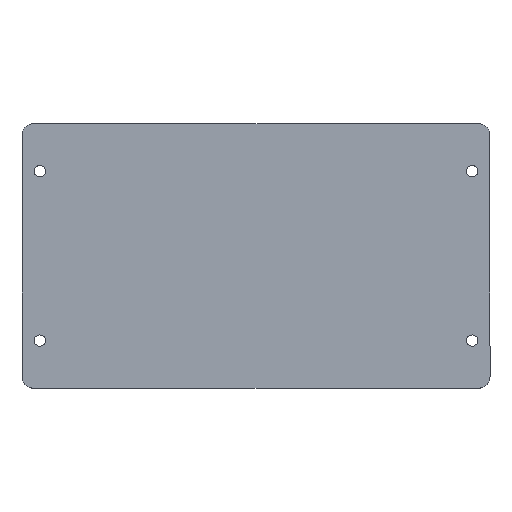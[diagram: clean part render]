
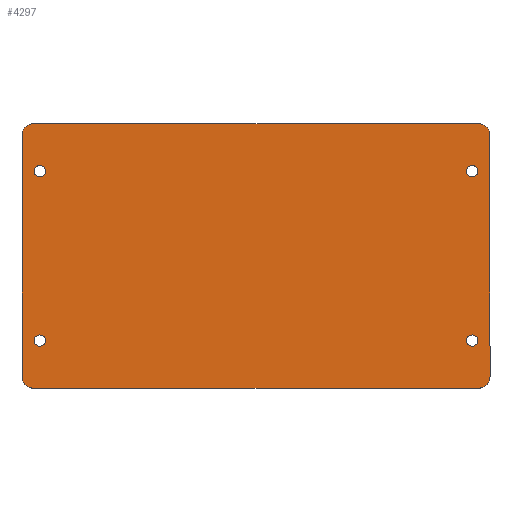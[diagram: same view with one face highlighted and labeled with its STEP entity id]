
A CAD part, top view. The second image highlights one B-rep face of the part: STEP entity #4297.
In plain terms, the highlighted planar face has unit normal (0, 0, 1).
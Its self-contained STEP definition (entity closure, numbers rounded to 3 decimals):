
#60 = DIRECTION ( 'NONE',  ( 0., -1., 0. ) ) ;
#81 = CIRCLE ( 'NONE', #1527, 1.9 ) ;
#103 = CARTESIAN_POINT ( 'NONE',  ( 147.25, -2., 40. ) ) ;
#138 = EDGE_CURVE ( 'NONE', #2069, #827, #1914, .T. ) ;
#254 = DIRECTION ( 'NONE',  ( 0., 0., 1. ) ) ;
#263 = DIRECTION ( 'NONE',  ( 0., 0., -1. ) ) ;
#300 = CIRCLE ( 'NONE', #989, 1.9 ) ;
#302 = FACE_BOUND ( 'NONE', #763, .T. ) ;
#323 = CARTESIAN_POINT ( 'NONE',  ( 0., -6., 40. ) ) ;
#348 = DIRECTION ( 'NONE',  ( 0., 0., -1. ) ) ;
#437 = VERTEX_POINT ( 'NONE', #2901 ) ;
#438 = EDGE_CURVE ( 'NONE', #1338, #1166, #3539, .T. ) ;
#451 = DIRECTION ( 'NONE',  ( 0., 0., 1. ) ) ;
#585 = EDGE_CURVE ( 'NONE', #4006, #609, #3339, .T. ) ;
#587 = CARTESIAN_POINT ( 'NONE',  ( 147.15, 10., 40. ) ) ;
#601 = VERTEX_POINT ( 'NONE', #3936 ) ;
#609 = VERTEX_POINT ( 'NONE', #1339 ) ;
#763 = EDGE_LOOP ( 'NONE', ( #2302, #3012 ) ) ;
#827 = VERTEX_POINT ( 'NONE', #4164 ) ;
#835 = EDGE_CURVE ( 'NONE', #2532, #3903, #1376, .T. ) ;
#839 = DIRECTION ( 'NONE',  ( 0., 0., -1. ) ) ;
#895 = DIRECTION ( 'NONE',  ( -1., 0., 0. ) ) ;
#932 = CARTESIAN_POINT ( 'NONE',  ( -0.25, 10., 40. ) ) ;
#969 = AXIS2_PLACEMENT_3D ( 'NONE', #3243, #263, #3910 ) ;
#989 = AXIS2_PLACEMENT_3D ( 'NONE', #3939, #4215, #1528 ) ;
#1094 = EDGE_CURVE ( 'NONE', #3405, #3748, #1413, .T. ) ;
#1166 = VERTEX_POINT ( 'NONE', #3522 ) ;
#1167 = DIRECTION ( 'NONE',  ( -1., 0., 0. ) ) ;
#1186 = AXIS2_PLACEMENT_3D ( 'NONE', #3676, #348, #2691 ) ;
#1191 = CARTESIAN_POINT ( 'NONE',  ( 143.35, 10., 40. ) ) ;
#1216 = CARTESIAN_POINT ( 'NONE',  ( -2.15, 67., 40. ) ) ;
#1274 = DIRECTION ( 'NONE',  ( 1., 0., 0. ) ) ;
#1284 = DIRECTION ( 'NONE',  ( 0., 0., -1. ) ) ;
#1298 = PLANE ( 'NONE',  #2861 ) ;
#1316 = VECTOR ( 'NONE', #4117, 1000. ) ;
#1338 = VERTEX_POINT ( 'NONE', #2702 ) ;
#1339 = CARTESIAN_POINT ( 'NONE',  ( 147.25, -6., 40. ) ) ;
#1376 = CIRCLE ( 'NONE', #2274, 1.9 ) ;
#1397 = CIRCLE ( 'NONE', #4113, 4. ) ;
#1413 = LINE ( 'NONE', #2357, #1316 ) ;
#1418 = DIRECTION ( 'NONE',  ( 1., 0., 0. ) ) ;
#1456 = CIRCLE ( 'NONE', #969, 1.9 ) ;
#1457 = AXIS2_PLACEMENT_3D ( 'NONE', #4115, #2785, #3039 ) ;
#1524 = CIRCLE ( 'NONE', #1457, 4. ) ;
#1527 = AXIS2_PLACEMENT_3D ( 'NONE', #3486, #839, #1167 ) ;
#1528 = DIRECTION ( 'NONE',  ( -1., 0., 0. ) ) ;
#1568 = CARTESIAN_POINT ( 'NONE',  ( -2.25, -2., 40. ) ) ;
#1613 = FACE_OUTER_BOUND ( 'NONE', #1698, .T. ) ;
#1615 = EDGE_CURVE ( 'NONE', #2395, #3400, #1456, .T. ) ;
#1666 = EDGE_LOOP ( 'NONE', ( #3788, #2097 ) ) ;
#1698 = EDGE_LOOP ( 'NONE', ( #4211, #3002, #2773, #4029, #2804, #2898, #2245, #4017 ) ) ;
#1720 = CIRCLE ( 'NONE', #4180, 4. ) ;
#1776 = CARTESIAN_POINT ( 'NONE',  ( -6.25, -2., 40. ) ) ;
#1786 = CARTESIAN_POINT ( 'NONE',  ( 145.25, 10., 40. ) ) ;
#1797 = CIRCLE ( 'NONE', #3060, 1.9 ) ;
#1809 = CIRCLE ( 'NONE', #2662, 1.9 ) ;
#1842 = ORIENTED_EDGE ( 'NONE', *, *, #2184, .T. ) ;
#1861 = CARTESIAN_POINT ( 'NONE',  ( 145.25, 67., 40. ) ) ;
#1876 = EDGE_CURVE ( 'NONE', #601, #3405, #1524, .T. ) ;
#1914 = CIRCLE ( 'NONE', #3038, 1.9 ) ;
#2003 = ORIENTED_EDGE ( 'NONE', *, *, #138, .T. ) ;
#2004 = CIRCLE ( 'NONE', #1186, 1.9 ) ;
#2053 = CARTESIAN_POINT ( 'NONE',  ( -0.25, 67., 40. ) ) ;
#2069 = VERTEX_POINT ( 'NONE', #3552 ) ;
#2097 = ORIENTED_EDGE ( 'NONE', *, *, #835, .T. ) ;
#2098 = DIRECTION ( 'NONE',  ( -1., 0., 0. ) ) ;
#2184 = EDGE_CURVE ( 'NONE', #827, #2069, #2004, .T. ) ;
#2245 = ORIENTED_EDGE ( 'NONE', *, *, #3307, .F. ) ;
#2249 = DIRECTION ( 'NONE',  ( -1., 0., 0. ) ) ;
#2274 = AXIS2_PLACEMENT_3D ( 'NONE', #1861, #2830, #895 ) ;
#2286 = DIRECTION ( 'NONE',  ( 0., 0., 1. ) ) ;
#2302 = ORIENTED_EDGE ( 'NONE', *, *, #1615, .T. ) ;
#2306 = EDGE_CURVE ( 'NONE', #3400, #2395, #1797, .T. ) ;
#2357 = CARTESIAN_POINT ( 'NONE',  ( 151.25, 0., 40. ) ) ;
#2375 = DIRECTION ( 'NONE',  ( 0., 0., -1. ) ) ;
#2395 = VERTEX_POINT ( 'NONE', #1191 ) ;
#2430 = DIRECTION ( 'NONE',  ( -1., 0., 0. ) ) ;
#2447 = EDGE_LOOP ( 'NONE', ( #3855, #3588 ) ) ;
#2483 = EDGE_CURVE ( 'NONE', #3092, #437, #81, .T. ) ;
#2484 = AXIS2_PLACEMENT_3D ( 'NONE', #2575, #254, #1274 ) ;
#2485 = CARTESIAN_POINT ( 'NONE',  ( 0., 83., 40. ) ) ;
#2486 = EDGE_CURVE ( 'NONE', #609, #3748, #1720, .T. ) ;
#2506 = VERTEX_POINT ( 'NONE', #1776 ) ;
#2515 = VECTOR ( 'NONE', #3438, 1000. ) ;
#2525 = CARTESIAN_POINT ( 'NONE',  ( 143.35, 67., 40. ) ) ;
#2532 = VERTEX_POINT ( 'NONE', #3096 ) ;
#2575 = CARTESIAN_POINT ( 'NONE',  ( -2.25, 79., 40. ) ) ;
#2600 = FACE_BOUND ( 'NONE', #1666, .T. ) ;
#2608 = CARTESIAN_POINT ( 'NONE',  ( -2.25, -6., 40. ) ) ;
#2620 = DIRECTION ( 'NONE',  ( 0., 0., 1. ) ) ;
#2626 = VECTOR ( 'NONE', #4294, 1000. ) ;
#2654 = VECTOR ( 'NONE', #60, 1000. ) ;
#2662 = AXIS2_PLACEMENT_3D ( 'NONE', #2053, #3070, #2430 ) ;
#2691 = DIRECTION ( 'NONE',  ( -1., 0., 0. ) ) ;
#2702 = CARTESIAN_POINT ( 'NONE',  ( -2.25, 83., 40. ) ) ;
#2773 = ORIENTED_EDGE ( 'NONE', *, *, #585, .T. ) ;
#2785 = DIRECTION ( 'NONE',  ( 0., 0., -1. ) ) ;
#2804 = ORIENTED_EDGE ( 'NONE', *, *, #1094, .F. ) ;
#2830 = DIRECTION ( 'NONE',  ( 0., 0., -1. ) ) ;
#2856 = EDGE_LOOP ( 'NONE', ( #2003, #1842 ) ) ;
#2861 = AXIS2_PLACEMENT_3D ( 'NONE', #3546, #2620, #3958 ) ;
#2898 = ORIENTED_EDGE ( 'NONE', *, *, #1876, .F. ) ;
#2901 = CARTESIAN_POINT ( 'NONE',  ( 1.65, 67., 40. ) ) ;
#3002 = ORIENTED_EDGE ( 'NONE', *, *, #3103, .T. ) ;
#3012 = ORIENTED_EDGE ( 'NONE', *, *, #2306, .T. ) ;
#3038 = AXIS2_PLACEMENT_3D ( 'NONE', #932, #1284, #2249 ) ;
#3039 = DIRECTION ( 'NONE',  ( 1., 0., 0. ) ) ;
#3060 = AXIS2_PLACEMENT_3D ( 'NONE', #1786, #2375, #2098 ) ;
#3070 = DIRECTION ( 'NONE',  ( 0., 0., -1. ) ) ;
#3092 = VERTEX_POINT ( 'NONE', #1216 ) ;
#3096 = CARTESIAN_POINT ( 'NONE',  ( 147.15, 67., 40. ) ) ;
#3100 = LINE ( 'NONE', #2485, #2515 ) ;
#3103 = EDGE_CURVE ( 'NONE', #2506, #4006, #1397, .T. ) ;
#3209 = CARTESIAN_POINT ( 'NONE',  ( 151.25, 79., 40. ) ) ;
#3221 = EDGE_CURVE ( 'NONE', #1166, #2506, #3304, .T. ) ;
#3232 = FACE_BOUND ( 'NONE', #2856, .T. ) ;
#3243 = CARTESIAN_POINT ( 'NONE',  ( 145.25, 10., 40. ) ) ;
#3283 = FACE_BOUND ( 'NONE', #2447, .T. ) ;
#3304 = LINE ( 'NONE', #3346, #2654 ) ;
#3307 = EDGE_CURVE ( 'NONE', #1338, #601, #3100, .T. ) ;
#3339 = LINE ( 'NONE', #323, #2626 ) ;
#3346 = CARTESIAN_POINT ( 'NONE',  ( -6.25, 0., 40. ) ) ;
#3396 = CARTESIAN_POINT ( 'NONE',  ( 151.25, -2., 40. ) ) ;
#3400 = VERTEX_POINT ( 'NONE', #587 ) ;
#3405 = VERTEX_POINT ( 'NONE', #3209 ) ;
#3423 = EDGE_CURVE ( 'NONE', #3903, #2532, #300, .T. ) ;
#3438 = DIRECTION ( 'NONE',  ( 1., 0., 0. ) ) ;
#3486 = CARTESIAN_POINT ( 'NONE',  ( -0.25, 67., 40. ) ) ;
#3522 = CARTESIAN_POINT ( 'NONE',  ( -6.25, 79., 40. ) ) ;
#3539 = CIRCLE ( 'NONE', #2484, 4. ) ;
#3546 = CARTESIAN_POINT ( 'NONE',  ( 0., 0., 40. ) ) ;
#3552 = CARTESIAN_POINT ( 'NONE',  ( -2.15, 10., 40. ) ) ;
#3588 = ORIENTED_EDGE ( 'NONE', *, *, #3780, .T. ) ;
#3676 = CARTESIAN_POINT ( 'NONE',  ( -0.25, 10., 40. ) ) ;
#3748 = VERTEX_POINT ( 'NONE', #3396 ) ;
#3780 = EDGE_CURVE ( 'NONE', #437, #3092, #1809, .T. ) ;
#3788 = ORIENTED_EDGE ( 'NONE', *, *, #3423, .T. ) ;
#3855 = ORIENTED_EDGE ( 'NONE', *, *, #2483, .T. ) ;
#3903 = VERTEX_POINT ( 'NONE', #2525 ) ;
#3910 = DIRECTION ( 'NONE',  ( -1., 0., 0. ) ) ;
#3923 = DIRECTION ( 'NONE',  ( 1., 0., 0. ) ) ;
#3936 = CARTESIAN_POINT ( 'NONE',  ( 147.25, 83., 40. ) ) ;
#3939 = CARTESIAN_POINT ( 'NONE',  ( 145.25, 67., 40. ) ) ;
#3958 = DIRECTION ( 'NONE',  ( 1., 0., 0. ) ) ;
#4006 = VERTEX_POINT ( 'NONE', #2608 ) ;
#4017 = ORIENTED_EDGE ( 'NONE', *, *, #438, .T. ) ;
#4029 = ORIENTED_EDGE ( 'NONE', *, *, #2486, .T. ) ;
#4113 = AXIS2_PLACEMENT_3D ( 'NONE', #1568, #2286, #3923 ) ;
#4115 = CARTESIAN_POINT ( 'NONE',  ( 147.25, 79., 40. ) ) ;
#4117 = DIRECTION ( 'NONE',  ( 0., -1., 0. ) ) ;
#4164 = CARTESIAN_POINT ( 'NONE',  ( 1.65, 10., 40. ) ) ;
#4180 = AXIS2_PLACEMENT_3D ( 'NONE', #103, #451, #1418 ) ;
#4211 = ORIENTED_EDGE ( 'NONE', *, *, #3221, .T. ) ;
#4215 = DIRECTION ( 'NONE',  ( 0., 0., -1. ) ) ;
#4294 = DIRECTION ( 'NONE',  ( 1., 0., 0. ) ) ;
#4297 = ADVANCED_FACE ( 'NONE', ( #3283, #3232, #302, #2600, #1613 ), #1298, .T. ) ;
